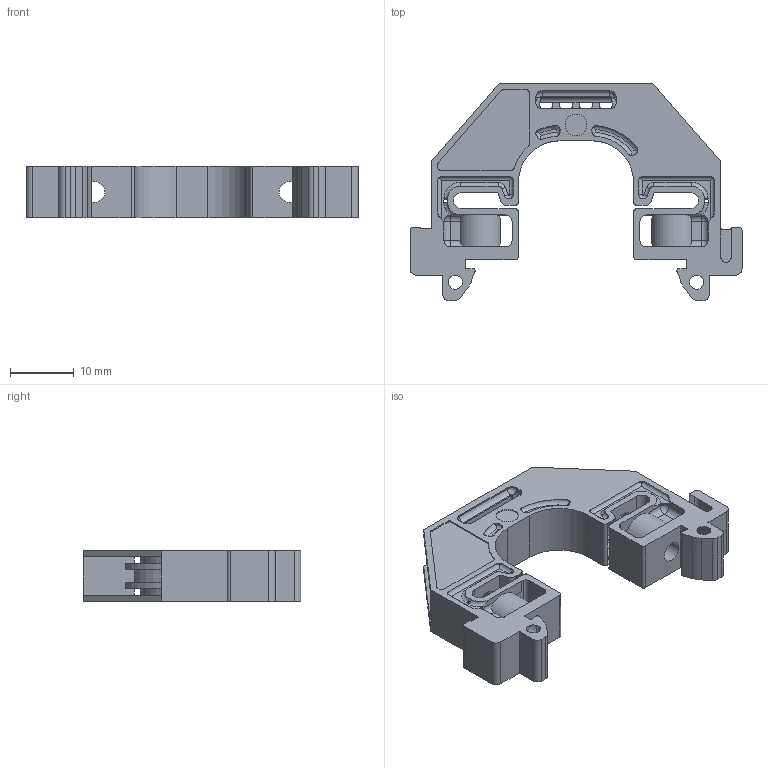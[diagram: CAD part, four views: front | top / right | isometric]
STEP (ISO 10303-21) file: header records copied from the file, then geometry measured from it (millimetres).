
FILE_DESCRIPTION((''),'2;1');
FILE_NAME('42164-011_SW0001','2014-09-03T',('mguelmi'),('Rockwell Automation'),'PRO/ENGINEER BY PARAMETRIC TECHNOLOGY CORPORATION, 2012480','PRO/ENGINEER BY PARAMETRIC TECHNOLOGY CORPORATION, 2012480','');
FILE_SCHEMA(('CONFIG_CONTROL_DESIGN'));
Length unit declared in the file: inch
Products named in the file (1): 42164-011_SW0001
Bounding box: 51.9 x 34 x 8 mm (x, y, z)
Surface area: 4753.3 mm2 (no closed solid volume)
Topology: 0 solids, 6 shells, 247 faces, 972 edges, 688 vertices
Faces by surface type: cylinder 112, plane 95, torus 22, sphere 8, bspline 6, cone 4
Entity records: 11892 total; most frequent: CARTESIAN_POINT 3803, DIRECTION 1698, ORIENTED_EDGE 1574, EDGE_CURVE 972, VERTEX_POINT 688, AXIS2_PLACEMENT_3D 587, VECTOR 524, LINE 524
